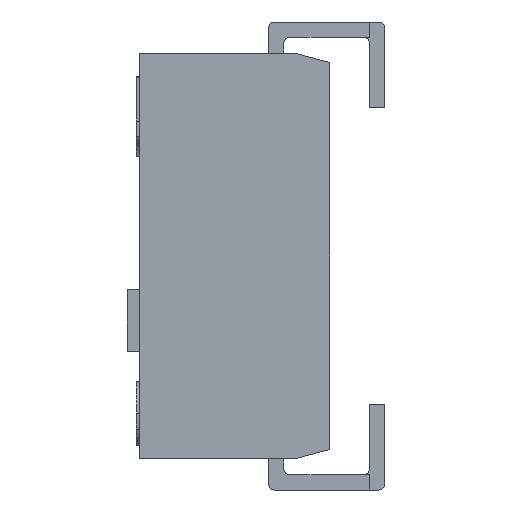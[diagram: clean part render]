
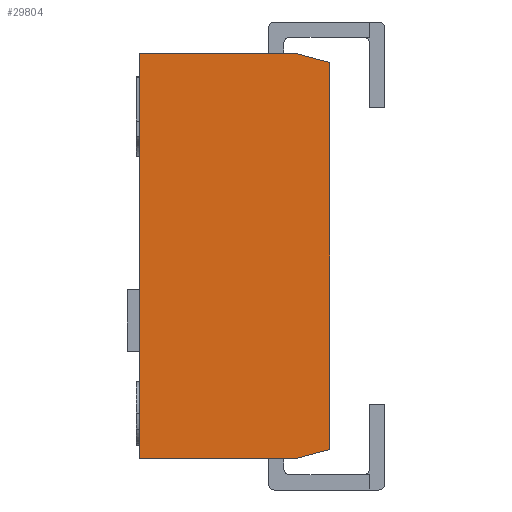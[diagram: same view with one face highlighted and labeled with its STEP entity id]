
A CAD part, left-side view. The second image highlights one B-rep face of the part: STEP entity #29804.
In plain terms, the highlighted planar face has unit normal (-1, 0, 0).
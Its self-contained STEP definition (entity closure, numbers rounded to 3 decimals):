
#823 = DIRECTION ( 'NONE',  ( 0., 0.966, 0.259 ) ) ;
#1528 = EDGE_CURVE ( 'NONE', #11091, #27319, #5710, .T. ) ;
#1638 = EDGE_LOOP ( 'NONE', ( #20665, #10602, #7806, #6240, #14932, #13466 ) ) ;
#1644 = DIRECTION ( 'NONE',  ( 0., -1., 0. ) ) ;
#1853 = EDGE_CURVE ( 'NONE', #27319, #19493, #21723, .T. ) ;
#1922 = CARTESIAN_POINT ( 'NONE',  ( 0., 0.56, -6.6 ) ) ;
#2683 = DIRECTION ( 'NONE',  ( 0., 0., 1. ) ) ;
#3255 = EDGE_CURVE ( 'NONE', #15932, #19004, #27420, .T. ) ;
#3721 = DIRECTION ( 'NONE',  ( 0., 0., 1. ) ) ;
#4204 = LINE ( 'NONE', #15529, #6885 ) ;
#4944 = CARTESIAN_POINT ( 'NONE',  ( 0., 0., 0. ) ) ;
#5710 = LINE ( 'NONE', #22056, #25082 ) ;
#6220 = DIRECTION ( 'NONE',  ( 0., 0., 1. ) ) ;
#6240 = ORIENTED_EDGE ( 'NONE', *, *, #1853, .T. ) ;
#6380 = CARTESIAN_POINT ( 'NONE',  ( 0., 3.1, -6.6 ) ) ;
#6599 = VECTOR ( 'NONE', #823, 1000. ) ;
#6885 = VECTOR ( 'NONE', #1644, 1000. ) ;
#7806 = ORIENTED_EDGE ( 'NONE', *, *, #1528, .T. ) ;
#9417 = DIRECTION ( 'NONE',  ( -1., 0., 0. ) ) ;
#10602 = ORIENTED_EDGE ( 'NONE', *, *, #27796, .T. ) ;
#11091 = VERTEX_POINT ( 'NONE', #20313 ) ;
#12698 = DIRECTION ( 'NONE',  ( 0., -0.966, 0.259 ) ) ;
#12741 = CARTESIAN_POINT ( 'NONE',  ( 0., 3.1, 0. ) ) ;
#13466 = ORIENTED_EDGE ( 'NONE', *, *, #3255, .F. ) ;
#14932 = ORIENTED_EDGE ( 'NONE', *, *, #25580, .F. ) ;
#15529 = CARTESIAN_POINT ( 'NONE',  ( 0., 0., -6.6 ) ) ;
#15932 = VERTEX_POINT ( 'NONE', #17081 ) ;
#16277 = CARTESIAN_POINT ( 'NONE',  ( 0., 0., -6.6 ) ) ;
#16437 = DIRECTION ( 'NONE',  ( 0., -1., 0. ) ) ;
#17081 = CARTESIAN_POINT ( 'NONE',  ( 0., 3.1, -6.6 ) ) ;
#17968 = FACE_OUTER_BOUND ( 'NONE', #1638, .T. ) ;
#19004 = VERTEX_POINT ( 'NONE', #12741 ) ;
#19493 = VERTEX_POINT ( 'NONE', #21768 ) ;
#19975 = VERTEX_POINT ( 'NONE', #1922 ) ;
#20313 = CARTESIAN_POINT ( 'NONE',  ( 0., 0., -6.45 ) ) ;
#20665 = ORIENTED_EDGE ( 'NONE', *, *, #21313, .T. ) ;
#21313 = EDGE_CURVE ( 'NONE', #15932, #19975, #4204, .T. ) ;
#21420 = AXIS2_PLACEMENT_3D ( 'NONE', #16277, #9417, #2683 ) ;
#21529 = LINE ( 'NONE', #21975, #29437 ) ;
#21723 = LINE ( 'NONE', #24443, #6599 ) ;
#21768 = CARTESIAN_POINT ( 'NONE',  ( 0., 0.56, 0. ) ) ;
#21975 = CARTESIAN_POINT ( 'NONE',  ( 0., 0.038, -6.46 ) ) ;
#22046 = VECTOR ( 'NONE', #16437, 1000. ) ;
#22056 = CARTESIAN_POINT ( 'NONE',  ( 0., 0., -6.6 ) ) ;
#22467 = VECTOR ( 'NONE', #6220, 1000. ) ;
#24443 = CARTESIAN_POINT ( 'NONE',  ( 0., -1.613, -0.582 ) ) ;
#25082 = VECTOR ( 'NONE', #3721, 1000. ) ;
#25580 = EDGE_CURVE ( 'NONE', #19004, #19493, #29944, .T. ) ;
#27219 = PLANE ( 'NONE',  #21420 ) ;
#27319 = VERTEX_POINT ( 'NONE', #28760 ) ;
#27420 = LINE ( 'NONE', #6380, #22467 ) ;
#27796 = EDGE_CURVE ( 'NONE', #19975, #11091, #21529, .T. ) ;
#28760 = CARTESIAN_POINT ( 'NONE',  ( 0., 0., -0.15 ) ) ;
#29437 = VECTOR ( 'NONE', #12698, 1000. ) ;
#29804 = ADVANCED_FACE ( 'NONE', ( #17968 ), #27219, .T. ) ;
#29944 = LINE ( 'NONE', #4944, #22046 ) ;
